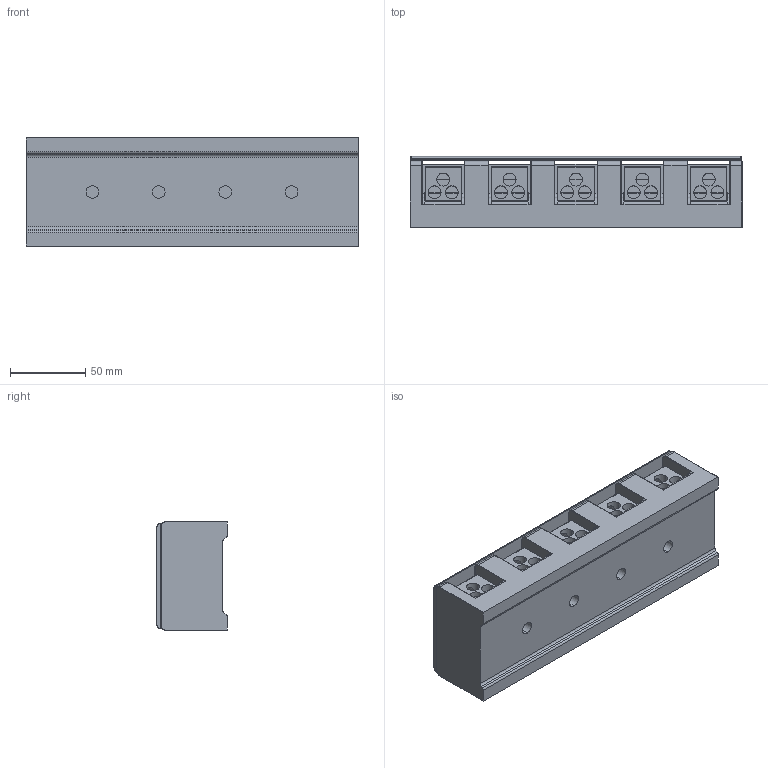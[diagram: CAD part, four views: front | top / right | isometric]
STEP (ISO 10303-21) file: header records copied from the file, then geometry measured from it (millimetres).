
FILE_DESCRIPTION((''),'2;1');
FILE_NAME('012','2022-06-23T10:17:34',('Administrator'),(''),'CREO PARAMETRIC BY PTC INC, 2016510','CREO PARAMETRIC BY PTC INC, 2016510','');
FILE_SCHEMA(('CONFIG_CONTROL_DESIGN','SHAPE_APPEARANCE_LAYERS_GROUPS'));
Length unit declared in the file: millimetre
Products named in the file (1): 012
Bounding box: 220 x 47 x 72 mm (x, y, z)
Volume: 490333.1 mm3; surface area: 155008.6 mm2
Topology: 4 solids, 4 shells, 932 faces, 2602 edges, 1679 vertices
Faces by surface type: plane 456, cylinder 343, torus 52, bspline 31, cone 30, sphere 20
Entity records: 40404 total; most frequent: CARTESIAN_POINT 11153, ORIENTED_EDGE 5184, DIRECTION 4659, EDGE_CURVE 2592, VERTEX_POINT 1679, AXIS2_PLACEMENT_3D 1611, VECTOR 1437, LINE 1437
